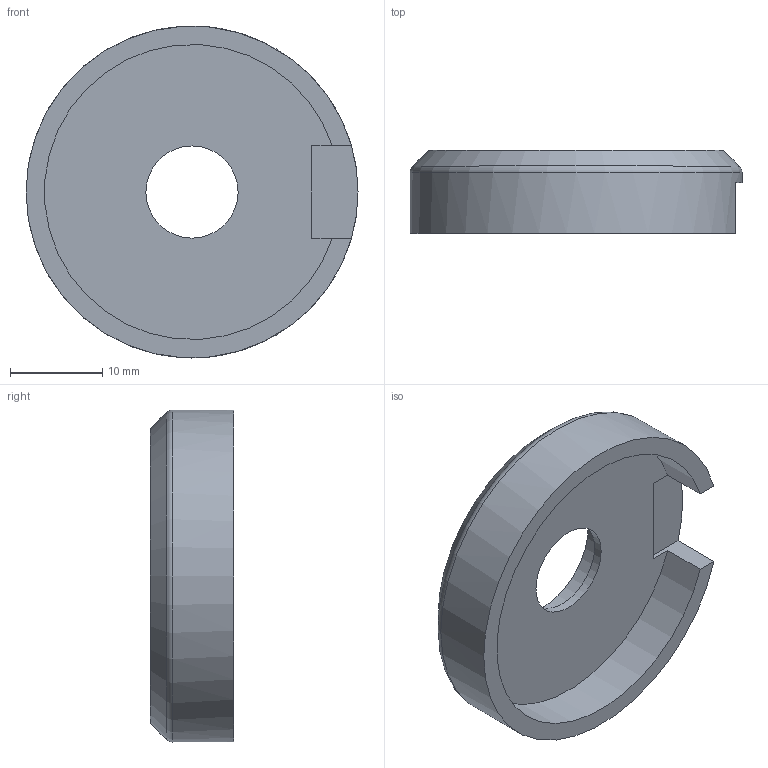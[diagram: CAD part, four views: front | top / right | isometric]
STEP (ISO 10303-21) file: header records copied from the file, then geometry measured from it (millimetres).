
FILE_DESCRIPTION(/* description */ (''),/* implementation_level */ '2;1');
FILE_NAME(/* name */ 'base_main.step',/* time_stamp */ '2025-07-31T12:17:23-04:00',/* author */ (''),/* organization */ (''),/* preprocessor_version */ 'ST-DEVELOPER v20.1',/* originating_system */ 'Autodesk Translation Framework v14.10.0.0',/* authorisation */ '');
FILE_SCHEMA (('AUTOMOTIVE_DESIGN { 1 0 10303 214 3 1 1 }'));
Length unit declared in the file: millimetre
Products named in the file (2): Untitled; Component4
Assembly tree (1 placements, depth 2):
  Untitled
    Component4
Bounding box: 36 x 9 x 36 mm (x, y, z)
Volume: 4253.7 mm3; surface area: 3343.5 mm2
Topology: 1 solids, 1 shells, 14 faces, 33 edges, 22 vertices
Faces by surface type: plane 8, cylinder 4, torus 1, cone 1
Full cylindrical faces by diameter (mm): 10 x1, 14 x1, 36 x1
Entity records: 476 total; most frequent: DIRECTION 82, CARTESIAN_POINT 72, ORIENTED_EDGE 66, EDGE_CURVE 33, AXIS2_PLACEMENT_3D 32, VERTEX_POINT 22, LINE 18, VECTOR 18
